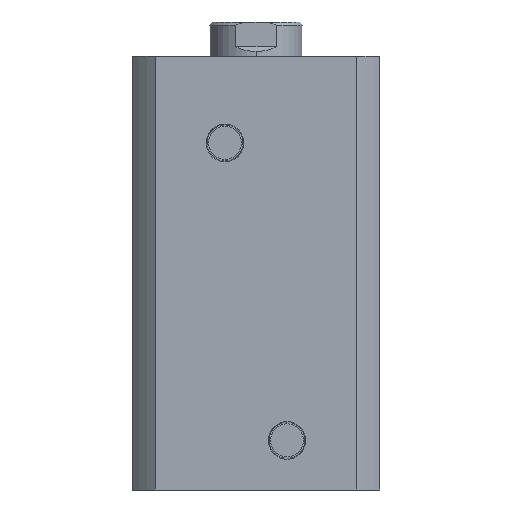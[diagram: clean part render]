
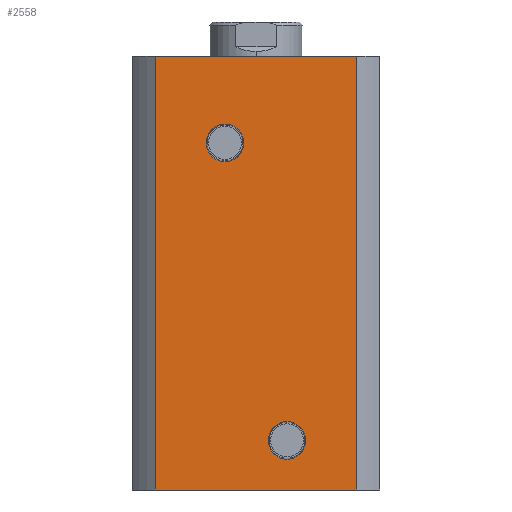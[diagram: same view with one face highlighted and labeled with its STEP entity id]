
A CAD part, left-side view. The second image highlights one B-rep face of the part: STEP entity #2558.
In plain terms, the highlighted planar face has unit normal (-1, 0, 0).
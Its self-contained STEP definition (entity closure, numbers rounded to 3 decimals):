
#82 = VERTEX_POINT ( 'NONE', #3350 ) ;
#85 = VERTEX_POINT ( 'NONE', #3344 ) ;
#98 = VERTEX_POINT ( 'NONE', #3323 ) ;
#108 = VERTEX_POINT ( 'NONE', #3306 ) ;
#114 = VERTEX_POINT ( 'NONE', #3297 ) ;
#144 = VERTEX_POINT ( 'NONE', #3293 ) ;
#174 = VERTEX_POINT ( 'NONE', #3383 ) ;
#415 = CARTESIAN_POINT ( 'NONE',  ( -40., -32.438, 140. ) ) ;
#707 = CARTESIAN_POINT ( 'NONE',  ( -40., -10., 16. ) ) ;
#708 = DIRECTION ( 'NONE',  ( -1., 0., 0. ) ) ;
#709 = DIRECTION ( 'NONE',  ( 0., 0., 1. ) ) ;
#727 = CARTESIAN_POINT ( 'NONE',  ( -40., 10., 112. ) ) ;
#728 = DIRECTION ( 'NONE',  ( -1., 0., 0. ) ) ;
#729 = DIRECTION ( 'NONE',  ( 0., 0., 1. ) ) ;
#1024 = LINE ( 'NONE', #1734, #1026 ) ;
#1025 = LINE ( 'NONE', #1749, #1035 ) ;
#1026 = VECTOR ( 'NONE', #1728, 1000. ) ;
#1027 = CIRCLE ( 'NONE', #3562, 6.06 ) ;
#1028 = CIRCLE ( 'NONE', #3561, 6.06 ) ;
#1029 = LINE ( 'NONE', #1743, #1031 ) ;
#1030 = LINE ( 'NONE', #1753, #1033 ) ;
#1031 = VECTOR ( 'NONE', #1744, 1000. ) ;
#1033 = VECTOR ( 'NONE', #1755, 1000. ) ;
#1035 = VECTOR ( 'NONE', #1756, 1000. ) ;
#1266 = FACE_OUTER_BOUND ( 'NONE', #1524, .T. ) ;
#1268 = FACE_BOUND ( 'NONE', #1520, .T. ) ;
#1271 = FACE_BOUND ( 'NONE', #1523, .T. ) ;
#1520 = EDGE_LOOP ( 'NONE', ( #2969, #2970 ) ) ;
#1523 = EDGE_LOOP ( 'NONE', ( #2971, #2972 ) ) ;
#1524 = EDGE_LOOP ( 'NONE', ( #2973, #2974, #2975, #2976 ) ) ;
#1728 = DIRECTION ( 'NONE',  ( 0., 0., -1. ) ) ;
#1734 = CARTESIAN_POINT ( 'NONE',  ( -40., 32.438, 140. ) ) ;
#1743 = CARTESIAN_POINT ( 'NONE',  ( -40., 0., 0. ) ) ;
#1744 = DIRECTION ( 'NONE',  ( 0., -1., 0. ) ) ;
#1745 = CARTESIAN_POINT ( 'NONE',  ( -40., -10., 16. ) ) ;
#1746 = DIRECTION ( 'NONE',  ( -1., 0., 0. ) ) ;
#1747 = DIRECTION ( 'NONE',  ( 0., 0., 1. ) ) ;
#1749 = CARTESIAN_POINT ( 'NONE',  ( -40., 0., 140. ) ) ;
#1750 = CARTESIAN_POINT ( 'NONE',  ( -40., 10., 112. ) ) ;
#1751 = DIRECTION ( 'NONE',  ( -1., 0., 0. ) ) ;
#1752 = DIRECTION ( 'NONE',  ( 0., 0., 1. ) ) ;
#1753 = CARTESIAN_POINT ( 'NONE',  ( -40., -32.438, 140. ) ) ;
#1755 = DIRECTION ( 'NONE',  ( 0., 0., -1. ) ) ;
#1756 = DIRECTION ( 'NONE',  ( 0., -1., 0. ) ) ;
#2138 = DIRECTION ( 'NONE',  ( 1., 0., 0. ) ) ;
#2143 = CARTESIAN_POINT ( 'NONE',  ( -40., 0., 140. ) ) ;
#2145 = PLANE ( 'NONE',  #3442 ) ;
#2147 = DIRECTION ( 'NONE',  ( 0., 1., 0. ) ) ;
#2261 = EDGE_CURVE ( 'NONE', #114, #82, #2713, .T. ) ;
#2269 = EDGE_CURVE ( 'NONE', #174, #144, #2701, .T. ) ;
#2394 = EDGE_CURVE ( 'NONE', #108, #98, #1024, .T. ) ;
#2396 = EDGE_CURVE ( 'NONE', #82, #114, #1027, .T. ) ;
#2397 = EDGE_CURVE ( 'NONE', #144, #174, #1028, .T. ) ;
#2398 = EDGE_CURVE ( 'NONE', #98, #85, #1029, .T. ) ;
#2399 = EDGE_CURVE ( 'NONE', #2751, #85, #1030, .T. ) ;
#2400 = EDGE_CURVE ( 'NONE', #108, #2751, #1025, .T. ) ;
#2558 = ADVANCED_FACE ( 'NONE', ( #1268, #1271, #1266 ), #2145, .F. ) ;
#2701 = CIRCLE ( 'NONE', #3533, 6.06 ) ;
#2713 = CIRCLE ( 'NONE', #3482, 6.06 ) ;
#2751 = VERTEX_POINT ( 'NONE', #415 ) ;
#2969 = ORIENTED_EDGE ( 'NONE', *, *, #2396, .F. ) ;
#2970 = ORIENTED_EDGE ( 'NONE', *, *, #2261, .F. ) ;
#2971 = ORIENTED_EDGE ( 'NONE', *, *, #2397, .F. ) ;
#2972 = ORIENTED_EDGE ( 'NONE', *, *, #2269, .F. ) ;
#2973 = ORIENTED_EDGE ( 'NONE', *, *, #2398, .T. ) ;
#2974 = ORIENTED_EDGE ( 'NONE', *, *, #2399, .F. ) ;
#2975 = ORIENTED_EDGE ( 'NONE', *, *, #2400, .F. ) ;
#2976 = ORIENTED_EDGE ( 'NONE', *, *, #2394, .T. ) ;
#3293 = CARTESIAN_POINT ( 'NONE',  ( -40., 10., 118.06 ) ) ;
#3297 = CARTESIAN_POINT ( 'NONE',  ( -40., -10., 9.94 ) ) ;
#3306 = CARTESIAN_POINT ( 'NONE',  ( -40., 32.438, 140. ) ) ;
#3323 = CARTESIAN_POINT ( 'NONE',  ( -40., 32.438, 0. ) ) ;
#3344 = CARTESIAN_POINT ( 'NONE',  ( -40., -32.438, 0. ) ) ;
#3350 = CARTESIAN_POINT ( 'NONE',  ( -40., -10., 22.06 ) ) ;
#3383 = CARTESIAN_POINT ( 'NONE',  ( -40., 10., 105.94 ) ) ;
#3442 = AXIS2_PLACEMENT_3D ( 'NONE', #2143, #2138, #2147 ) ;
#3482 = AXIS2_PLACEMENT_3D ( 'NONE', #707, #708, #709 ) ;
#3533 = AXIS2_PLACEMENT_3D ( 'NONE', #727, #728, #729 ) ;
#3561 = AXIS2_PLACEMENT_3D ( 'NONE', #1750, #1751, #1752 ) ;
#3562 = AXIS2_PLACEMENT_3D ( 'NONE', #1745, #1746, #1747 ) ;
